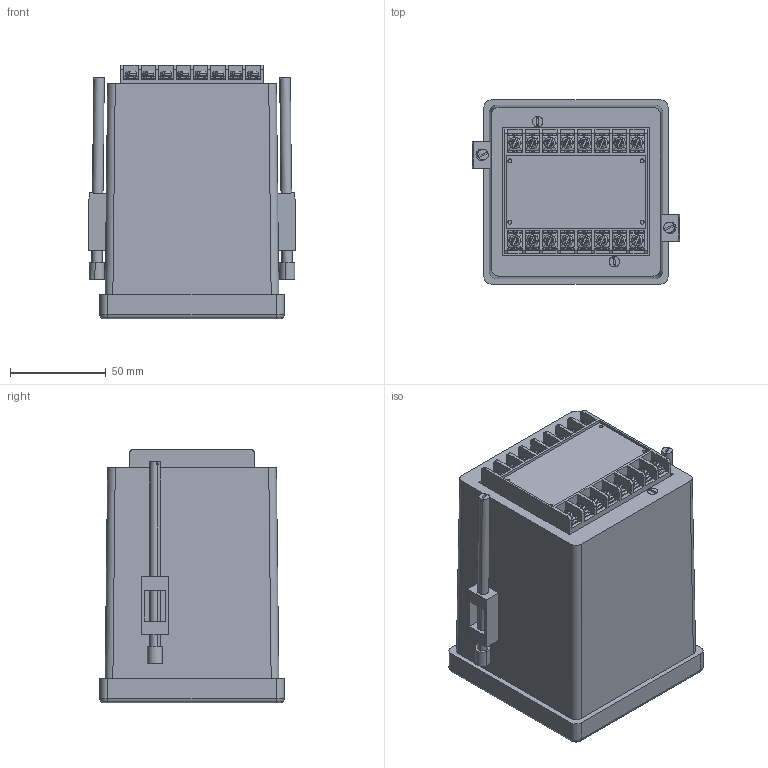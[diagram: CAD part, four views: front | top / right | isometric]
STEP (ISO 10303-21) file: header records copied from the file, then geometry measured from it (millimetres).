
FILE_DESCRIPTION (( 'STEP AP214' ), '1' );
FILE_NAME ('IC-110-05.STEP', '2022-01-17T14:22:10', ( '' ), ( '' ), 'SwSTEP 2.0', 'SolidWorks 2017', '' );
FILE_SCHEMA (( 'AUTOMOTIVE_DESIGN' ));
Length unit declared in the file: millimetre
Products named in the file (116): Case IC-110; Clamp-Plastic-1; C-Type Terminal Nut; Screw; Washer; Clamp-Metal-110; C-Type Terminal-Sheet metal; Screw-Countershank-Small; Screw-Countershank; Screw-smallest; BrassInsert; Back Plate BP-96-01. C Term; Screw+Washer; Front Plate FP-96-01; Clamp-Plastic-2; Metal Plate MPL-110; Angels MAG-110; C Type Terminal TC-C; BP-96-01; Red Transparent Sheet RTS-96-01; IC-110-05; Clamp-110
Assembly tree (51 placements, depth 5):
  Clamp-Plastic-1
  C-Type Terminal Nut
  Washer
  C-Type Terminal Nut
  Washer
Bounding box: 107.98 x 96 x 132 mm (x, y, z)
Volume: 165378.1 mm3; surface area: 188238.7 mm2
Topology: 93 solids, 93 shells, 3314 faces, 8574 edges, 5396 vertices
Faces by surface type: plane 2048, cylinder 990, cone 112, bspline 64, torus 52, sphere 48
Entity records: 37437 total; most frequent: CARTESIAN_POINT 6980, ORIENTED_EDGE 6052, DIRECTION 5685, EDGE_CURVE 3026, VECTOR 2447, LINE 2447, VERTEX_POINT 1971, AXIS2_PLACEMENT_3D 1619
